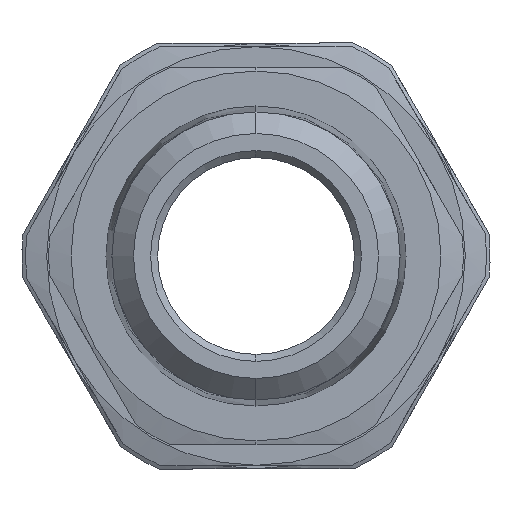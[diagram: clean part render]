
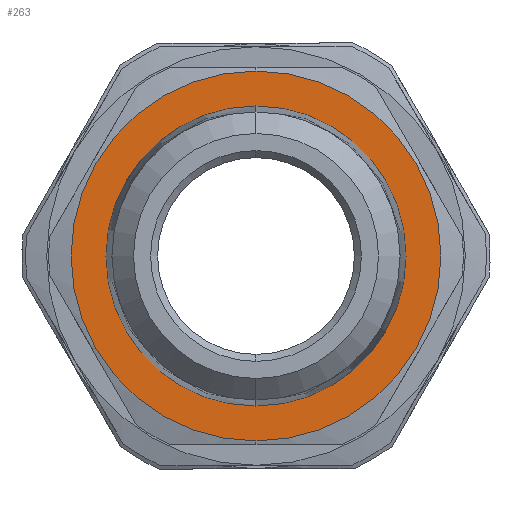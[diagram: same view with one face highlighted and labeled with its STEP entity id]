
A CAD part, left-side view. The second image highlights one B-rep face of the part: STEP entity #263.
In plain terms, the highlighted planar face has unit normal (-1, 0, 0).
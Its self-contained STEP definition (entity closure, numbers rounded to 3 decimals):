
#63 = ORIENTED_EDGE ( 'NONE', *, *, #1348, .T. ) ;
#64 = AXIS2_PLACEMENT_3D ( 'NONE', #3018, #660, #1998 ) ;
#92 = CARTESIAN_POINT ( 'NONE',  ( 20.2, 0., 0. ) ) ;
#136 = DIRECTION ( 'NONE',  ( -1., 0., 0. ) ) ;
#249 = CIRCLE ( 'NONE', #64, 10.75 ) ;
#263 = ADVANCED_FACE ( 'NONE', ( #840, #2686 ), #1466, .T. ) ;
#397 = ORIENTED_EDGE ( 'NONE', *, *, #1258, .T. ) ;
#412 = EDGE_CURVE ( 'NONE', #3564, #452, #249, .T. ) ;
#452 = VERTEX_POINT ( 'NONE', #3002 ) ;
#512 = ORIENTED_EDGE ( 'NONE', *, *, #3157, .F. ) ;
#660 = DIRECTION ( 'NONE',  ( -1., 0., 0. ) ) ;
#703 = VERTEX_POINT ( 'NONE', #1472 ) ;
#749 = DIRECTION ( 'NONE',  ( -1., 0., 0. ) ) ;
#840 = FACE_OUTER_BOUND ( 'NONE', #2998, .T. ) ;
#1138 = DIRECTION ( 'NONE',  ( 0., 0., 1. ) ) ;
#1258 = EDGE_CURVE ( 'NONE', #3895, #703, #3211, .T. ) ;
#1272 = AXIS2_PLACEMENT_3D ( 'NONE', #92, #136, #1138 ) ;
#1280 = DIRECTION ( 'NONE',  ( -1., 0., 0. ) ) ;
#1317 = CARTESIAN_POINT ( 'NONE',  ( 20.2, 0., 0. ) ) ;
#1348 = EDGE_CURVE ( 'NONE', #703, #3895, #3725, .T. ) ;
#1466 = PLANE ( 'NONE',  #4294 ) ;
#1472 = CARTESIAN_POINT ( 'NONE',  ( 20.2, 0., 13.25 ) ) ;
#1552 = ORIENTED_EDGE ( 'NONE', *, *, #412, .F. ) ;
#1598 = CARTESIAN_POINT ( 'NONE',  ( 20.2, 0., 0. ) ) ;
#1623 = DIRECTION ( 'NONE',  ( 0., 0., 1. ) ) ;
#1848 = DIRECTION ( 'NONE',  ( -1., 0., 0. ) ) ;
#1955 = CARTESIAN_POINT ( 'NONE',  ( 20.2, 0., -10.75 ) ) ;
#1998 = DIRECTION ( 'NONE',  ( 0., 0., 1. ) ) ;
#2545 = AXIS2_PLACEMENT_3D ( 'NONE', #1598, #1280, #1623 ) ;
#2617 = AXIS2_PLACEMENT_3D ( 'NONE', #1317, #1848, #3217 ) ;
#2686 = FACE_BOUND ( 'NONE', #2693, .T. ) ;
#2693 = EDGE_LOOP ( 'NONE', ( #512, #1552 ) ) ;
#2998 = EDGE_LOOP ( 'NONE', ( #397, #63 ) ) ;
#3002 = CARTESIAN_POINT ( 'NONE',  ( 20.2, 0., 10.75 ) ) ;
#3018 = CARTESIAN_POINT ( 'NONE',  ( 20.2, 0., 0. ) ) ;
#3114 = DIRECTION ( 'NONE',  ( 0., 0., 1. ) ) ;
#3157 = EDGE_CURVE ( 'NONE', #452, #3564, #3445, .T. ) ;
#3211 = CIRCLE ( 'NONE', #1272, 13.25 ) ;
#3217 = DIRECTION ( 'NONE',  ( 0., 0., 1. ) ) ;
#3445 = CIRCLE ( 'NONE', #2545, 10.75 ) ;
#3564 = VERTEX_POINT ( 'NONE', #1955 ) ;
#3725 = CIRCLE ( 'NONE', #2617, 13.25 ) ;
#3895 = VERTEX_POINT ( 'NONE', #3944 ) ;
#3944 = CARTESIAN_POINT ( 'NONE',  ( 20.2, 0., -13.25 ) ) ;
#4116 = CARTESIAN_POINT ( 'NONE',  ( 20.2, 0., -10.75 ) ) ;
#4294 = AXIS2_PLACEMENT_3D ( 'NONE', #4116, #749, #3114 ) ;
